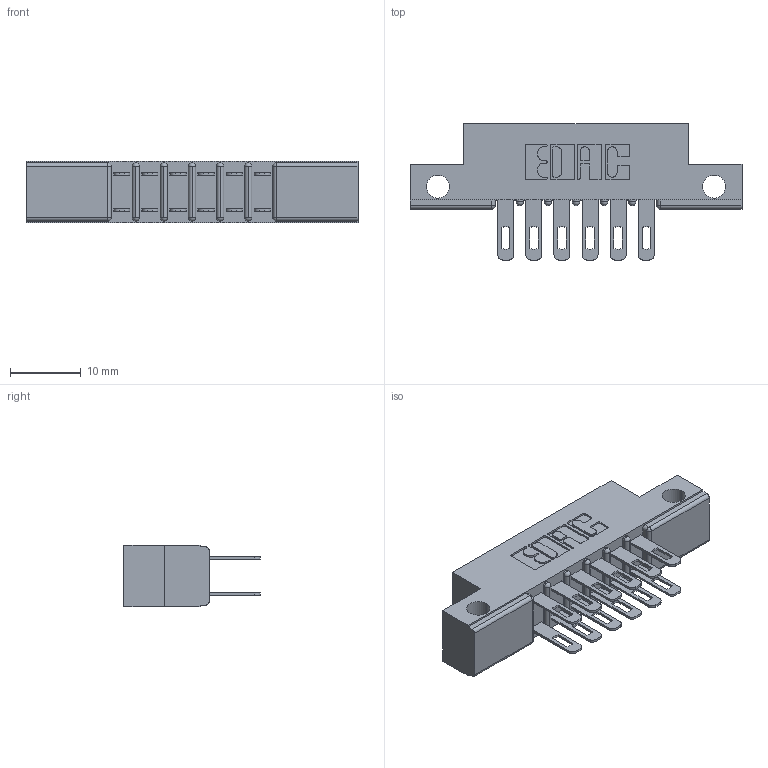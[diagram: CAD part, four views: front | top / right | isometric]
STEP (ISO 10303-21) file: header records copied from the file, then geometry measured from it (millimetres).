
FILE_DESCRIPTION (( 'STEP AP203' ), '1' );
FILE_NAME ('357-012-400-212.STEP', '2020-10-02T15:54:40', ( '' ), ( '' ), 'SwSTEP 2.0', 'SolidWorks 2020', '' );
FILE_SCHEMA (( 'CONFIG_CONTROL_DESIGN' ));
Length unit declared in the file: inch
Products named in the file (3): 307-290-001_500; 357-012-400-212; 307 Part_.128 Dia Side Mounting Holes
Assembly tree (13 placements, depth 2):
  357-012-400-212
    307 Part_.128 Dia Side Mounting Holes
    307-290-001_500  x12
Bounding box: 46.79 x 19.18 x 8.71 mm (x, y, z)
Volume: 3020.6 mm3; surface area: 4553.3 mm2
Topology: 13 solids, 13 shells, 677 faces, 1883 edges, 1218 vertices
Faces by surface type: plane 430, cylinder 233, sphere 14
Entity records: 9750 total; most frequent: CARTESIAN_POINT 1602, DIRECTION 1587, ORIENTED_EDGE 1582, EDGE_CURVE 791, LINE 589, VECTOR 589, VERTEX_POINT 514, AXIS2_PLACEMENT_3D 499
